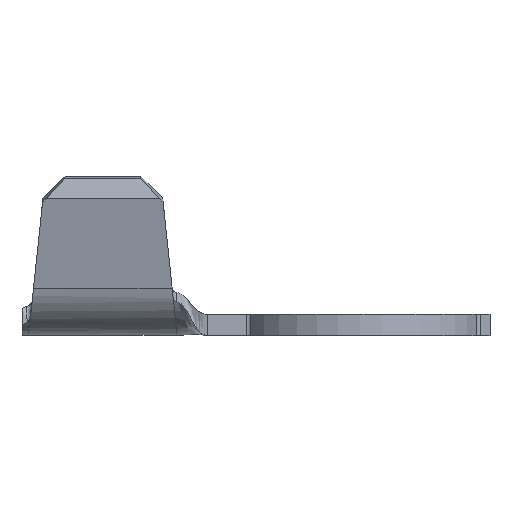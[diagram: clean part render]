
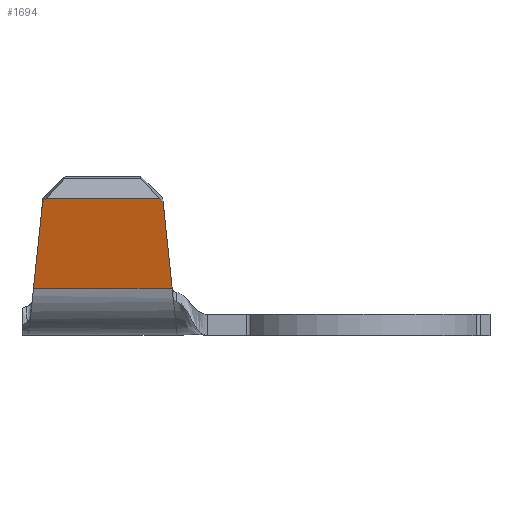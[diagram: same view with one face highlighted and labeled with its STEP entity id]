
A CAD part, top view. The second image highlights one B-rep face of the part: STEP entity #1694.
In plain terms, the highlighted planar face has unit normal (0, -0.217, 0.976).
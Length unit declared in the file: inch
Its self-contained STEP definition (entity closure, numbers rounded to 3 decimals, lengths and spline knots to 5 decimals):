
#96 = CARTESIAN_POINT ( 'NONE',  ( -0.49451, 0.07131, 0.08965 ) ) ;
#114 = LINE ( 'NONE', #96, #2794 ) ;
#241 = ORIENTED_EDGE ( 'NONE', *, *, #3692, .F. ) ;
#312 = ORIENTED_EDGE ( 'NONE', *, *, #2594, .F. ) ;
#374 = LINE ( 'NONE', #2784, #5583 ) ;
#641 = VERTEX_POINT ( 'NONE', #672 ) ;
#672 = CARTESIAN_POINT ( 'NONE',  ( -0.47501, 0.20801, 0.12 ) ) ;
#792 = DIRECTION ( 'NONE',  ( 0., -0.976, -0.217 ) ) ;
#1053 = DIRECTION ( 'NONE',  ( 1., 0., 0. ) ) ;
#1268 = DIRECTION ( 'NONE',  ( -0.707, 0.69, 0.153 ) ) ;
#1332 = VERTEX_POINT ( 'NONE', #5837 ) ;
#1686 = EDGE_CURVE ( 'NONE', #3131, #1332, #374, .T. ) ;
#1694 = ADVANCED_FACE ( 'NONE', ( #4234 ), #4800, .T. ) ;
#2036 = CARTESIAN_POINT ( 'NONE',  ( -0.48072, 0.20243, 0.11876 ) ) ;
#2157 = DIRECTION ( 'NONE',  ( -0.707, -0.69, -0.153 ) ) ;
#2274 = CARTESIAN_POINT ( 'NONE',  ( -0.502, 0.20801, 0.12 ) ) ;
#2303 = ORIENTED_EDGE ( 'NONE', *, *, #2907, .T. ) ;
#2364 = VERTEX_POINT ( 'NONE', #2036 ) ;
#2463 = VECTOR ( 'NONE', #5243, 39.37008 ) ;
#2564 = CARTESIAN_POINT ( 'NONE',  ( -0.502, 0.07206, 0.08981 ) ) ;
#2594 = EDGE_CURVE ( 'NONE', #641, #1332, #5017, .T. ) ;
#2595 = CARTESIAN_POINT ( 'NONE',  ( -0.49443, 0.07206, 0.08981 ) ) ;
#2766 = ORIENTED_EDGE ( 'NONE', *, *, #3489, .T. ) ;
#2769 = CARTESIAN_POINT ( 'NONE',  ( -0.29728, 0.20243, 0.11876 ) ) ;
#2784 = CARTESIAN_POINT ( 'NONE',  ( -0.33289, 0.23719, 0.12648 ) ) ;
#2794 = VECTOR ( 'NONE', #3615, 39.37008 ) ;
#2907 = EDGE_CURVE ( 'NONE', #5678, #4020, #6287, .T. ) ;
#2925 = EDGE_LOOP ( 'NONE', ( #4007, #6501, #312, #2766, #241, #2303 ) ) ;
#3131 = VERTEX_POINT ( 'NONE', #2769 ) ;
#3342 = CARTESIAN_POINT ( 'NONE',  ( -0.55814, 0.12688, 0.10198 ) ) ;
#3489 = EDGE_CURVE ( 'NONE', #641, #2364, #5088, .T. ) ;
#3591 = VECTOR ( 'NONE', #1053, 39.37008 ) ;
#3615 = DIRECTION ( 'NONE',  ( 0.102, 0.971, 0.216 ) ) ;
#3692 = EDGE_CURVE ( 'NONE', #5678, #2364, #114, .T. ) ;
#3729 = VECTOR ( 'NONE', #2157, 39.37008 ) ;
#3805 = DIRECTION ( 'NONE',  ( 0., -0.217, 0.976 ) ) ;
#3816 = VECTOR ( 'NONE', #5333, 39.37008 ) ;
#3943 = LINE ( 'NONE', #4756, #2463 ) ;
#4007 = ORIENTED_EDGE ( 'NONE', *, *, #6217, .F. ) ;
#4020 = VERTEX_POINT ( 'NONE', #5995 ) ;
#4234 = FACE_OUTER_BOUND ( 'NONE', #2925, .T. ) ;
#4756 = CARTESIAN_POINT ( 'NONE',  ( -0.28585, 0.09371, 0.09462 ) ) ;
#4800 = PLANE ( 'NONE',  #5975 ) ;
#5017 = LINE ( 'NONE', #2274, #3816 ) ;
#5088 = LINE ( 'NONE', #3342, #3729 ) ;
#5243 = DIRECTION ( 'NONE',  ( 0.102, -0.971, -0.216 ) ) ;
#5312 = CARTESIAN_POINT ( 'NONE',  ( -0.502, 0.07206, 0.08981 ) ) ;
#5333 = DIRECTION ( 'NONE',  ( 1., 0., 0. ) ) ;
#5583 = VECTOR ( 'NONE', #1268, 39.37008 ) ;
#5678 = VERTEX_POINT ( 'NONE', #2595 ) ;
#5837 = CARTESIAN_POINT ( 'NONE',  ( -0.30299, 0.20801, 0.12 ) ) ;
#5975 = AXIS2_PLACEMENT_3D ( 'NONE', #5312, #3805, #792 ) ;
#5995 = CARTESIAN_POINT ( 'NONE',  ( -0.28357, 0.07206, 0.08981 ) ) ;
#6217 = EDGE_CURVE ( 'NONE', #3131, #4020, #3943, .T. ) ;
#6287 = LINE ( 'NONE', #2564, #3591 ) ;
#6501 = ORIENTED_EDGE ( 'NONE', *, *, #1686, .T. ) ;
